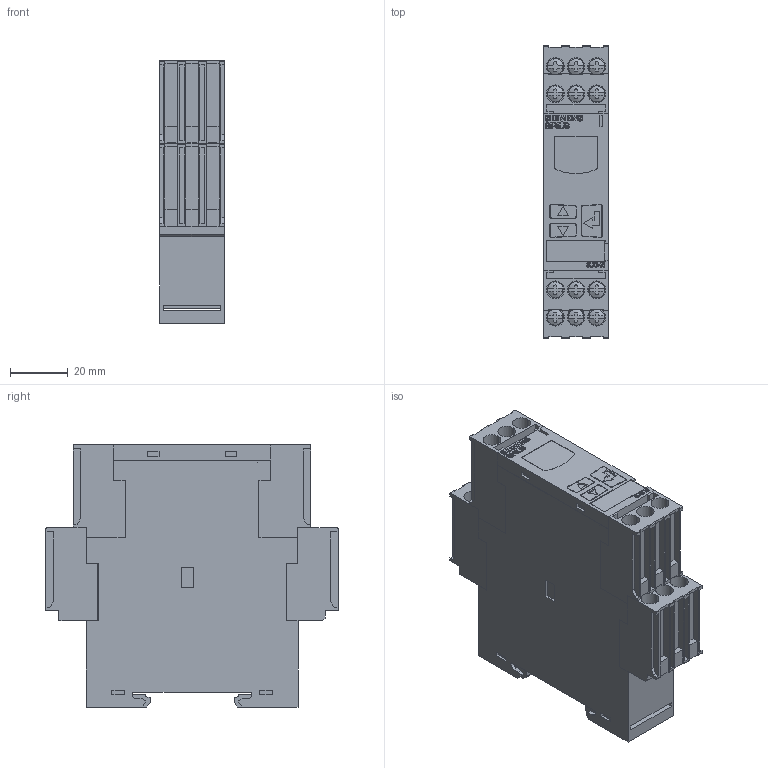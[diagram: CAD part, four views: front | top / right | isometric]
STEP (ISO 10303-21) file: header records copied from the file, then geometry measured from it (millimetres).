
FILE_DESCRIPTION(('STEP AP214'),'1');
FILE_NAME('cctmp_793B9842-8C9C-496C-A963-F24ED21ADDE4_2023_08_15_13_05_13_0678..stp','2023-08-15T11:05:15',('SIEMENS A&D'),('CADClick - www.CADClick.com'),'Spatial InterOp 3D postprocessed',' ','unknown authorization');
FILE_SCHEMA(('AUTOMOTIVE_DESIGN'));
Length unit declared in the file: millimetre
Products named in the file (1): 2023_08_15_13_05_13_0626
Bounding box: 22.5 x 101.39 x 91 mm (x, y, z)
Volume: 160865.3 mm3; surface area: 34191.1 mm2
Topology: 1 solids, 2 shells, 1227 faces, 3411 edges, 2265 vertices
Faces by surface type: plane 739, cylinder 275, bspline 213
Entity records: 51350 total; most frequent: CARTESIAN_POINT 17440, ORIENTED_EDGE 6822, DIRECTION 5409, EDGE_CURVE 3411, LINE 2447, VECTOR 2447, VERTEX_POINT 2265, AXIS2_PLACEMENT_3D 1481
